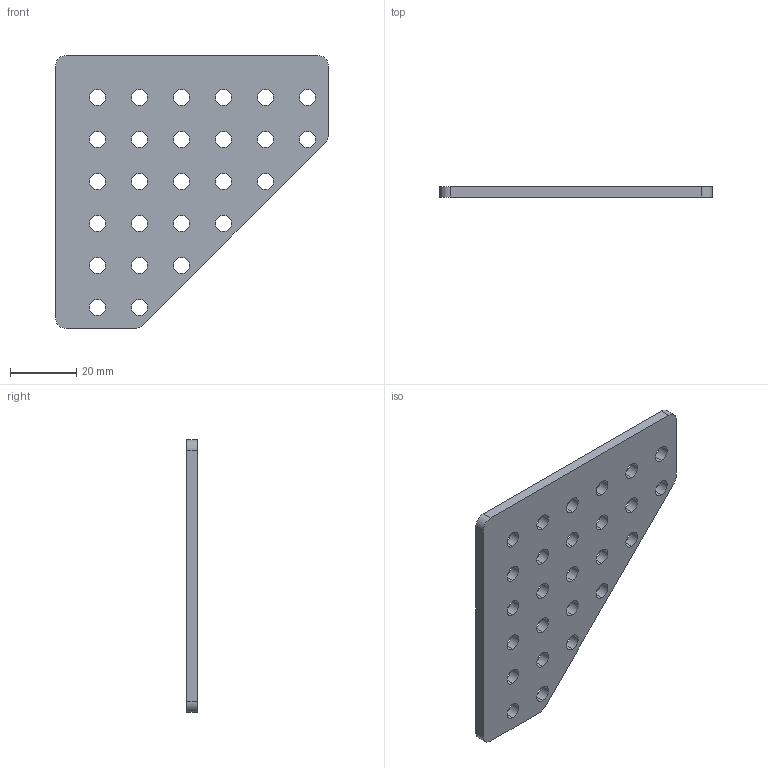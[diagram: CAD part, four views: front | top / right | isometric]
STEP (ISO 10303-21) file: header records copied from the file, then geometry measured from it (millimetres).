
FILE_DESCRIPTION (( 'STEP AP203' ), '1' );
FILE_NAME ('am-5447 0.5IN 90 Degree Thick Gusset.STEP', '2024-11-13T20:00:40', ( '' ), ( '' ), 'SwSTEP 2.0', 'SolidWorks 2024', '' );
FILE_SCHEMA (( 'CONFIG_CONTROL_DESIGN' ));
Length unit declared in the file: inch
Products named in the file (1): am-5447 0.5IN 90 Degree Thick Gusset
Bounding box: 82.55 x 3.17 x 82.55 mm (x, y, z)
Volume: 14822.2 mm3; surface area: 11556.2 mm2
Topology: 1 solids, 1 shells, 64 faces, 186 edges, 124 vertices
Faces by surface type: cylinder 57, plane 7
Entity records: 2367 total; most frequent: DIRECTION 430, CARTESIAN_POINT 375, ORIENTED_EDGE 372, EDGE_CURVE 186, AXIS2_PLACEMENT_3D 179, VERTEX_POINT 124, EDGE_LOOP 116, CIRCLE 114
